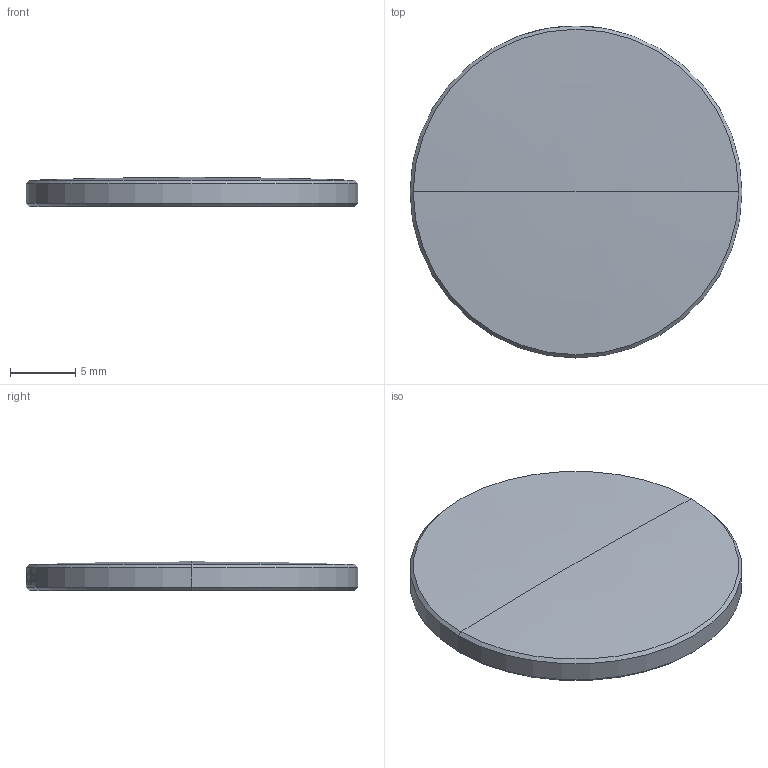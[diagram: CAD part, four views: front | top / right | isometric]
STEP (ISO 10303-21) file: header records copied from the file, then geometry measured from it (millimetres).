
FILE_DESCRIPTION (( 'STEP AP214' ), '1' );
FILE_NAME ('CTN018070-E0W.STEP', '2022-02-15T07:41:33', ( '' ), ( '' ), 'SwSTEP 2.0', 'SolidWorks 2018', '' );
FILE_SCHEMA (( 'AUTOMOTIVE_DESIGN' ));
Length unit declared in the file: millimetre
Products named in the file (2): CTN018139; CTN018070-E0W
Assembly tree (1 placements, depth 2):
  CTN018070-E0W
    CTN018139
Bounding box: 25.4 x 25.4 x 2.23 mm (x, y, z)
Volume: 1067 mm3; surface area: 1150.1 mm2
Topology: 1 solids, 1 shells, 24 faces, 156 edges, 147 vertices
Faces by surface type: cylinder 17, cone 4, torus 2, plane 1
Entity records: 2216 total; most frequent: CARTESIAN_POINT 1034, ORIENTED_EDGE 308, EDGE_CURVE 154, DIRECTION 148, VERTEX_POINT 147, B_SPLINE_CURVE_WITH_KNOTS 95, AXIS2_PLACEMENT_3D 61, EDGE_LOOP 39
